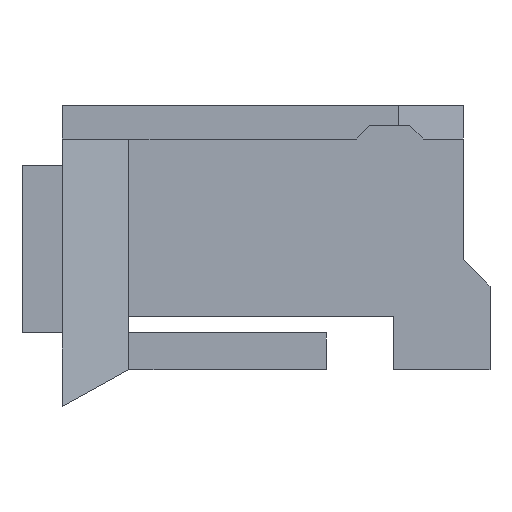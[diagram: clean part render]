
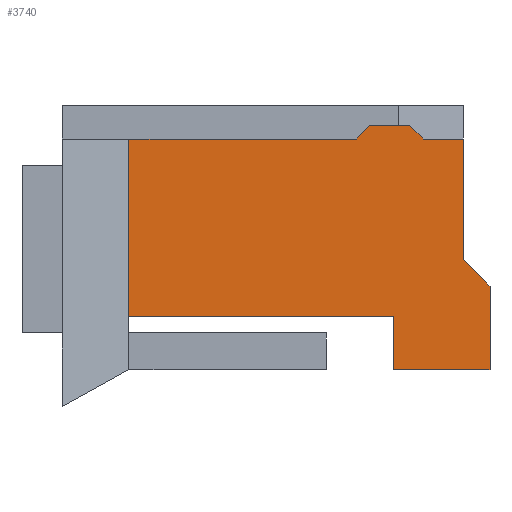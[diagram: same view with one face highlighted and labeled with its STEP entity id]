
A CAD part, left-side view. The second image highlights one B-rep face of the part: STEP entity #3740.
In plain terms, the highlighted planar face has unit normal (-1, 0, 0).
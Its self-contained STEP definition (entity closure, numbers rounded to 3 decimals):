
#57=DIRECTION('',(0.,1.,0.));
#58=VECTOR('',#57,3.4);
#59=CARTESIAN_POINT('',(-4.3,-4.4,0.));
#60=LINE('',#59,#58);
#77=DIRECTION('',(0.,1.,0.));
#78=VECTOR('',#77,0.6);
#79=CARTESIAN_POINT('',(-4.3,-6.,0.));
#80=LINE('',#79,#78);
#173=DIRECTION('',(0.,0.,-1.));
#174=VECTOR('',#173,1.8);
#175=CARTESIAN_POINT('',(-4.3,-6.,0.));
#176=LINE('',#175,#174);
#365=DIRECTION('',(0.,0.,1.));
#366=VECTOR('',#365,0.8);
#367=CARTESIAN_POINT('',(-4.3,-4.95,-3.45));
#368=LINE('',#367,#366);
#845=DIRECTION('',(0.,-0.707,0.707));
#846=VECTOR('',#845,0.283);
#847=CARTESIAN_POINT('',(-4.3,-4.4,0.));
#848=LINE('',#847,#846);
#849=DIRECTION('',(0.,-1.,0.));
#850=VECTOR('',#849,0.6);
#851=CARTESIAN_POINT('',(-4.3,-4.6,0.2));
#852=LINE('',#851,#850);
#853=DIRECTION('',(0.,-0.707,-0.707));
#854=VECTOR('',#853,0.283);
#855=CARTESIAN_POINT('',(-4.3,-5.2,0.2));
#856=LINE('',#855,#854);
#857=DIRECTION('',(0.,0.,-1.));
#858=VECTOR('',#857,2.65);
#859=CARTESIAN_POINT('',(-4.3,-1.,0.));
#860=LINE('',#859,#858);
#881=DIRECTION('',(0.,-0.707,-0.707));
#882=VECTOR('',#881,0.566);
#883=CARTESIAN_POINT('',(-4.3,-6.,-1.8));
#884=LINE('',#883,#882);
#1205=DIRECTION('',(0.,1.,0.));
#1206=VECTOR('',#1205,1.45);
#1207=CARTESIAN_POINT('',(-4.3,-6.4,-3.45));
#1208=LINE('',#1207,#1206);
#1317=DIRECTION('',(0.,0.,-1.));
#1318=VECTOR('',#1317,1.25);
#1319=CARTESIAN_POINT('',(-4.3,-6.4,-2.2));
#1320=LINE('',#1319,#1318);
#1721=DIRECTION('',(0.,-1.,0.));
#1722=VECTOR('',#1721,3.95);
#1723=CARTESIAN_POINT('',(-4.3,-1.,-2.65));
#1724=LINE('',#1723,#1722);
#2073=CARTESIAN_POINT('',(-4.3,-6.,0.));
#2074=CARTESIAN_POINT('',(-4.3,-6.,-1.8));
#2075=VERTEX_POINT('',#2073);
#2076=VERTEX_POINT('',#2074);
#2077=CARTESIAN_POINT('',(-4.3,-6.4,-2.2));
#2078=VERTEX_POINT('',#2077);
#2079=CARTESIAN_POINT('',(-4.3,-6.4,-3.45));
#2080=VERTEX_POINT('',#2079);
#2081=CARTESIAN_POINT('',(-4.3,-4.95,-3.45));
#2082=VERTEX_POINT('',#2081);
#2083=CARTESIAN_POINT('',(-4.3,-4.95,-2.65));
#2084=VERTEX_POINT('',#2083);
#2090=CARTESIAN_POINT('',(-4.3,-1.,0.));
#2092=VERTEX_POINT('',#2090);
#2305=CARTESIAN_POINT('',(-4.3,-1.,-2.65));
#2306=VERTEX_POINT('',#2305);
#2563=CARTESIAN_POINT('',(-4.3,-4.6,0.2));
#2564=CARTESIAN_POINT('',(-4.3,-5.2,0.2));
#2565=VERTEX_POINT('',#2563);
#2566=VERTEX_POINT('',#2564);
#2571=CARTESIAN_POINT('',(-4.3,-4.4,0.));
#2572=VERTEX_POINT('',#2571);
#2573=CARTESIAN_POINT('',(-4.3,-5.4,0.));
#2574=VERTEX_POINT('',#2573);
#3714=CARTESIAN_POINT('',(-4.3,-1.,0.));
#3715=DIRECTION('',(1.,0.,0.));
#3716=DIRECTION('',(0.,-1.,0.));
#3717=AXIS2_PLACEMENT_3D('',#3714,#3715,#3716);
#3718=PLANE('',#3717);
#3719=ORIENTED_EDGE('',*,*,#2786,.F.);
#3721=ORIENTED_EDGE('',*,*,#3720,.T.);
#3723=ORIENTED_EDGE('',*,*,#3722,.T.);
#3725=ORIENTED_EDGE('',*,*,#3724,.T.);
#3726=ORIENTED_EDGE('',*,*,#2798,.F.);
#3727=ORIENTED_EDGE('',*,*,#2829,.T.);
#3729=ORIENTED_EDGE('',*,*,#3728,.T.);
#3731=ORIENTED_EDGE('',*,*,#3730,.T.);
#3733=ORIENTED_EDGE('',*,*,#3732,.T.);
#3734=ORIENTED_EDGE('',*,*,#3183,.T.);
#3736=ORIENTED_EDGE('',*,*,#3735,.F.);
#3737=ORIENTED_EDGE('',*,*,#3704,.F.);
#3738=EDGE_LOOP('',(#3719,#3721,#3723,#3725,#3726,#3727,#3729,#3731,#3733,#3734,
#3736,#3737));
#3739=FACE_OUTER_BOUND('',#3738,.F.);
#2786=EDGE_CURVE('',#2572,#2092,#60,.T.);
#2798=EDGE_CURVE('',#2075,#2574,#80,.T.);
#2829=EDGE_CURVE('',#2075,#2076,#176,.T.);
#3183=EDGE_CURVE('',#2082,#2084,#368,.T.);
#3704=EDGE_CURVE('',#2092,#2306,#860,.T.);
#3720=EDGE_CURVE('',#2572,#2565,#848,.T.);
#3722=EDGE_CURVE('',#2565,#2566,#852,.T.);
#3724=EDGE_CURVE('',#2566,#2574,#856,.T.);
#3728=EDGE_CURVE('',#2076,#2078,#884,.T.);
#3730=EDGE_CURVE('',#2078,#2080,#1320,.T.);
#3732=EDGE_CURVE('',#2080,#2082,#1208,.T.);
#3735=EDGE_CURVE('',#2306,#2084,#1724,.T.);
#3740=ADVANCED_FACE('',(#3739),#3718,.F.);
